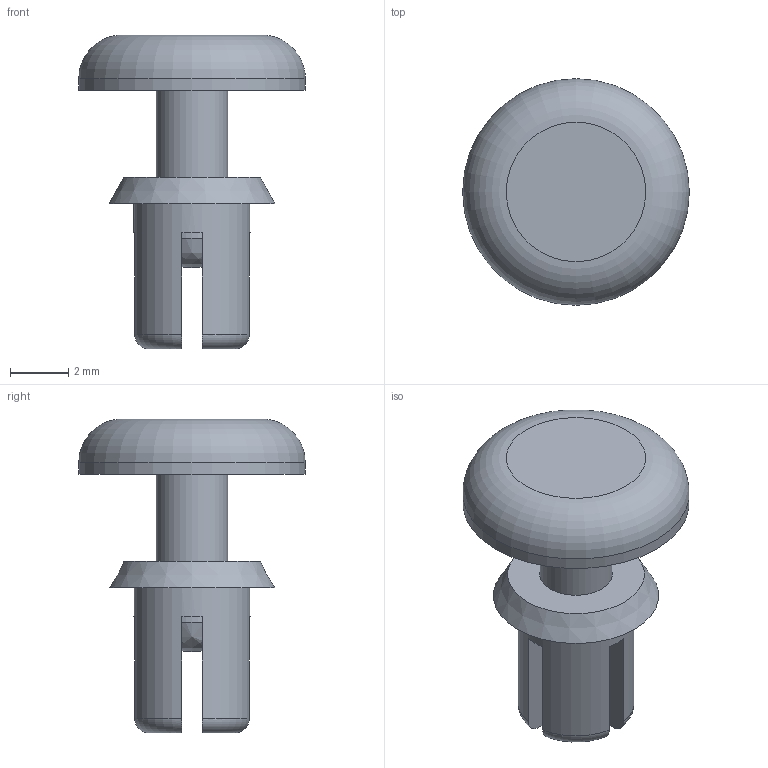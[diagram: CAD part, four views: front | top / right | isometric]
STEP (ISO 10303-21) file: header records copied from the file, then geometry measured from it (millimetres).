
FILE_DESCRIPTION( ( 'Unknown' ), '1' );
FILE_NAME( '700974100.stp', 'Unknown', ( 'Unknown' ), ( 'Unknown' ), 'PSStep 19.0.9', 'Unknown', ' ' );
FILE_SCHEMA( ( 'AUTOMOTIVE_DESIGN { 1 0 10303 214 1 1 1 1 }' ) );
Length unit declared in the file: millimetre
Products named in the file (3): Assem1; 700974100_Body; 700974100_Pin
Assembly tree (2 placements, depth 2):
  Assem1
    700974100_Body
    700974100_Pin
Bounding box: 7.8 x 7.8 x 10.8 mm (x, y, z)
Volume: 128.4 mm3; surface area: 350.5 mm2
Topology: 2 solids, 2 shells, 34 faces, 82 edges, 54 vertices
Faces by surface type: plane 22, torus 5, cylinder 4, cone 2, bspline 1
Full cylindrical faces by diameter (mm): 2.47 x1, 2.5 x1, 4 x1, 7.8 x1
Entity records: 1321 total; most frequent: CARTESIAN_POINT 228, DIRECTION 168, ORIENTED_EDGE 144, EDGE_CURVE 72, AXIS2_PLACEMENT_3D 68, VERTEX_POINT 52, EDGE_LOOP 46, FACE_OUTER_BOUND 40
